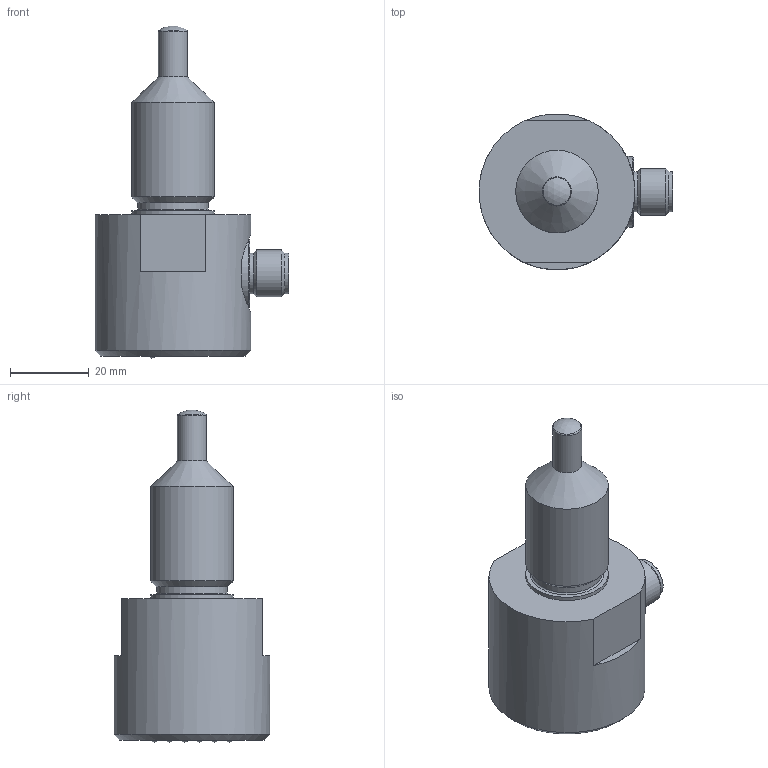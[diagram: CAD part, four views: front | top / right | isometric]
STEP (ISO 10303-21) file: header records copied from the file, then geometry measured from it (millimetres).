
FILE_DESCRIPTION(/* description */ (''),/* implementation_level */ '2;1');
FILE_NAME(/* name */ 'SS410120.stp',/* time_stamp */ '2016-10-11T11:42:34+02:00',/* author */ ('mitarbeiter'),/* organization */ (''),/* preprocessor_version */ 'ST-DEVELOPER v15.2',/* originating_system */ 'Autodesk Inventor 2014',/* authorisation */ '');
FILE_SCHEMA (('AUTOMOTIVE_DESIGN { 1 0 10303 214 3 1 1 }'));
Length unit declared in the file: millimetre
Products named in the file (1): SS410120
Bounding box: 49.31 x 39.65 x 84.46 mm (x, y, z)
Volume: 55652.1 mm3; surface area: 10293.6 mm2
Topology: 1 solids, 2 shells, 346 faces, 900 edges, 592 vertices
Faces by surface type: plane 201, bspline 91, cylinder 33, sphere 11, cone 8, torus 2
Full cylindrical faces by diameter (mm): 1 x4, 3 x6, 5.4 x1, 5.8 x1, 7.4 x1, 10.3 x2, 12 x1, 18 x2, 21 x2, 39.7 x1
Entity records: 10607 total; most frequent: CARTESIAN_POINT 2974, ORIENTED_EDGE 1674, DIRECTION 1243, EDGE_CURVE 837, LINE 571, VECTOR 571, VERTEX_POINT 569, EDGE_LOOP 422
